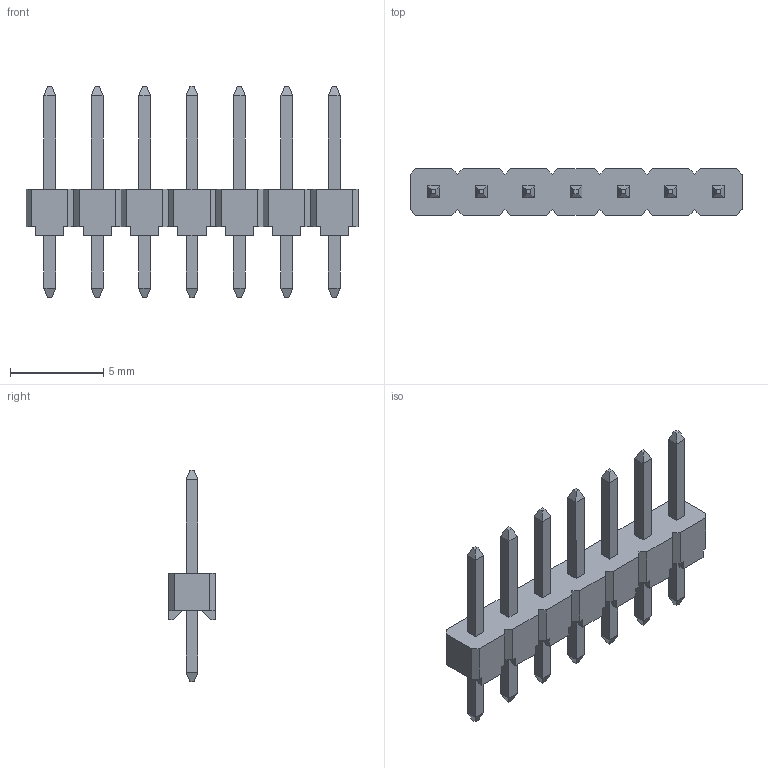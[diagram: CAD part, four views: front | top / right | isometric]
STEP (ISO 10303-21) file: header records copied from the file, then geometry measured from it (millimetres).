
FILE_DESCRIPTION(/* description */ (''),/* implementation_level */ '2;1');
FILE_NAME(/* name */ '961107-6404-XX',/* time_stamp */ '2007-06-18T13:20:35+02:00',/* author */ (''),/* organization */ (''),/* preprocessor_version */ 'ST-DEVELOPER v9',/* originating_system */ 'UGS - NX 4.0',/* authorisation */ '');
FILE_SCHEMA (('AUTOMOTIVE_DESIGN { 1 0 10303 214 1 1 1 1 }'));
Length unit declared in the file: millimetre
Products named in the file (1): 961107-6404-XX
Bounding box: 17.78 x 2.5 x 11.3 mm (x, y, z)
Volume: 116.4 mm3; surface area: 349.4 mm2
Topology: 1 solids, 1 shells, 244 faces, 628 edges, 400 vertices
Faces by surface type: plane 244
Entity records: 7208 total; most frequent: CARTESIAN_POINT 1273, ORIENTED_EDGE 1256, DIRECTION 1118, EDGE_CURVE 628, LINE 628, VECTOR 628, VERTEX_POINT 400, EDGE_LOOP 258
